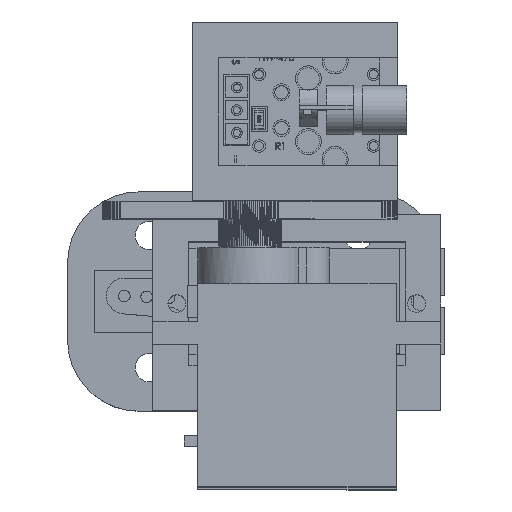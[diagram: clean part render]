
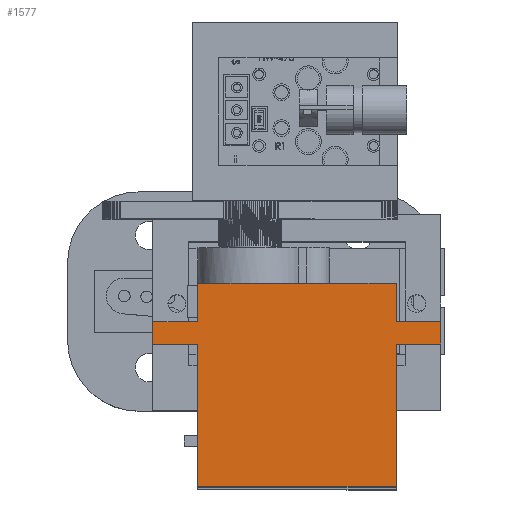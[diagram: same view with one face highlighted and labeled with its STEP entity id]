
A CAD part, top view. The second image highlights one B-rep face of the part: STEP entity #1577.
In plain terms, the highlighted face is planar.
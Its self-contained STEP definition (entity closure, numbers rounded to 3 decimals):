
#1577=ADVANCED_FACE('',(#11502),#11504,.T.);
#11502=FACE_BOUND('',#11503,.T.);
#11503=EDGE_LOOP('',(#23467,#23468,#23469,#23470,#23471,#23472,#23473,#23474,#23475,
#23476,#23477,#23478,#23479));
#11504=PLANE('',#11505);
#11505=AXIS2_PLACEMENT_3D('',#11506,#11507,#11508);
#11506=CARTESIAN_POINT('',(0.,22.2,0.));
#11507=DIRECTION('',(-1.,0.,0.));
#11508=DIRECTION('',(0.,-1.,0.));
#23467=ORIENTED_EDGE('',*,*,#28222,.T.);
#23468=ORIENTED_EDGE('',*,*,#28215,.T.);
#23469=ORIENTED_EDGE('',*,*,#28220,.T.);
#23470=ORIENTED_EDGE('',*,*,#28230,.F.);
#23471=ORIENTED_EDGE('',*,*,#28231,.F.);
#23472=ORIENTED_EDGE('',*,*,#28232,.T.);
#23473=ORIENTED_EDGE('',*,*,#28233,.T.);
#23474=ORIENTED_EDGE('',*,*,#28198,.F.);
#23475=ORIENTED_EDGE('',*,*,#28203,.F.);
#23476=ORIENTED_EDGE('',*,*,#28228,.T.);
#23477=ORIENTED_EDGE('',*,*,#28223,.T.);
#23478=ORIENTED_EDGE('',*,*,#28180,.F.);
#23479=ORIENTED_EDGE('',*,*,#28184,.F.);
#28180=EDGE_CURVE('',#33560,#33568,#33569,.T.);
#28184=EDGE_CURVE('',#33573,#33560,#33575,.T.);
#28198=EDGE_CURVE('',#33597,#33599,#33600,.T.);
#28203=EDGE_CURVE('',#33606,#33597,#33608,.T.);
#28215=EDGE_CURVE('',#33629,#33627,#33630,.T.);
#28220=EDGE_CURVE('',#33627,#33636,#33638,.T.);
#28222=EDGE_CURVE('',#33573,#33629,#33640,.T.);
#28223=EDGE_CURVE('',#33641,#33568,#33642,.T.);
#28228=EDGE_CURVE('',#33606,#33641,#33649,.T.);
#28230=EDGE_CURVE('',#33651,#33636,#33652,.T.);
#28231=EDGE_CURVE('',#33653,#33651,#33654,.T.);
#28232=EDGE_CURVE('',#33653,#33655,#33656,.T.);
#28233=EDGE_CURVE('',#33655,#33599,#33657,.T.);
#33560=VERTEX_POINT('',#44996);
#33568=VERTEX_POINT('',#45019);
#33569=LINE('',#45020,#45021);
#33573=VERTEX_POINT('',#45030);
#33575=LINE('',#45034,#45035);
#33597=VERTEX_POINT('',#45084);
#33599=VERTEX_POINT('',#45088);
#33600=LINE('',#45089,#45090);
#33606=VERTEX_POINT('',#45103);
#33608=LINE('',#45107,#45108);
#33627=VERTEX_POINT('',#45150);
#33629=VERTEX_POINT('',#45154);
#33630=LINE('',#45155,#45156);
#33636=VERTEX_POINT('',#45169);
#33638=LINE('',#45173,#45174);
#33640=LINE('',#45179,#45180);
#33641=VERTEX_POINT('',#45182);
#33642=LINE('',#45183,#45184);
#33649=LINE('',#45200,#45201);
#33651=VERTEX_POINT('',#45206);
#33652=LINE('',#45207,#45208);
#33653=VERTEX_POINT('',#45210);
#33654=LINE('',#45211,#45212);
#33655=VERTEX_POINT('',#45214);
#33656=LINE('',#45215,#45216);
#33657=LINE('',#45218,#45219);
#44996=CARTESIAN_POINT('',(0.,16.3,22.7));
#45019=CARTESIAN_POINT('',(0.,0.,22.7));
#45020=CARTESIAN_POINT('',(0.,16.3,22.7));
#45021=VECTOR('',#45022,1.);
#45022=DIRECTION('',(0.,-1.,0.));
#45030=CARTESIAN_POINT('',(0.,22.2,22.7));
#45034=CARTESIAN_POINT('',(0.,22.2,22.7));
#45035=VECTOR('',#45036,1.);
#45036=DIRECTION('',(0.,-1.,0.));
#45084=CARTESIAN_POINT('',(0.,-5.,15.9));
#45088=CARTESIAN_POINT('',(0.,0.,15.9));
#45089=CARTESIAN_POINT('',(0.,-5.,15.9));
#45090=VECTOR('',#45091,1.);
#45091=DIRECTION('',(0.,1.,0.));
#45103=CARTESIAN_POINT('',(0.,-5.,18.4));
#45107=CARTESIAN_POINT('',(0.,-5.,18.4));
#45108=VECTOR('',#45109,1.);
#45109=DIRECTION('',(0.,0.,-1.));
#45150=CARTESIAN_POINT('',(0.,27.2,18.4));
#45154=CARTESIAN_POINT('',(0.,22.2,18.4));
#45155=CARTESIAN_POINT('',(0.,22.2,18.4));
#45156=VECTOR('',#45157,1.);
#45157=DIRECTION('',(0.,1.,0.));
#45169=CARTESIAN_POINT('',(0.,27.2,15.9));
#45173=CARTESIAN_POINT('',(0.,27.2,18.4));
#45174=VECTOR('',#45175,1.);
#45175=DIRECTION('',(0.,0.,-1.));
#45179=CARTESIAN_POINT('',(0.,22.2,22.7));
#45180=VECTOR('',#45181,1.);
#45181=DIRECTION('',(0.,0.,-1.));
#45182=CARTESIAN_POINT('',(0.,0.,18.4));
#45183=CARTESIAN_POINT('',(0.,0.,18.4));
#45184=VECTOR('',#45185,1.);
#45185=DIRECTION('',(0.,0.,1.));
#45200=CARTESIAN_POINT('',(0.,-5.,18.4));
#45201=VECTOR('',#45202,1.);
#45202=DIRECTION('',(0.,1.,0.));
#45206=CARTESIAN_POINT('',(0.,22.2,15.9));
#45207=CARTESIAN_POINT('',(0.,22.2,15.9));
#45208=VECTOR('',#45209,1.);
#45209=DIRECTION('',(0.,1.,0.));
#45210=CARTESIAN_POINT('',(0.,22.2,0.));
#45211=CARTESIAN_POINT('',(0.,22.2,0.));
#45212=VECTOR('',#45213,1.);
#45213=DIRECTION('',(0.,0.,1.));
#45214=CARTESIAN_POINT('',(0.,0.,0.));
#45215=CARTESIAN_POINT('',(0.,22.2,0.));
#45216=VECTOR('',#45217,1.);
#45217=DIRECTION('',(0.,-1.,0.));
#45218=CARTESIAN_POINT('',(0.,0.,0.));
#45219=VECTOR('',#45220,1.);
#45220=DIRECTION('',(0.,0.,1.));
